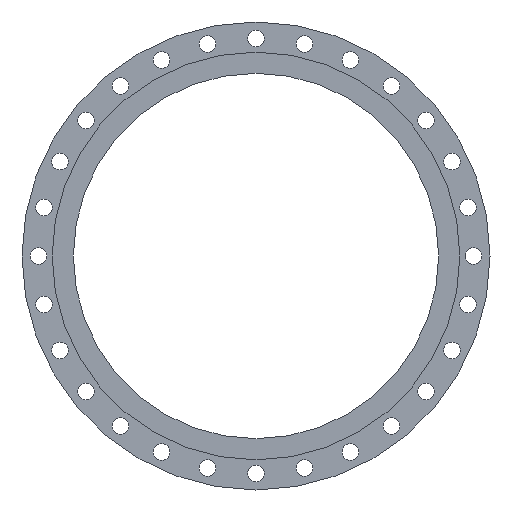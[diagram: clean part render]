
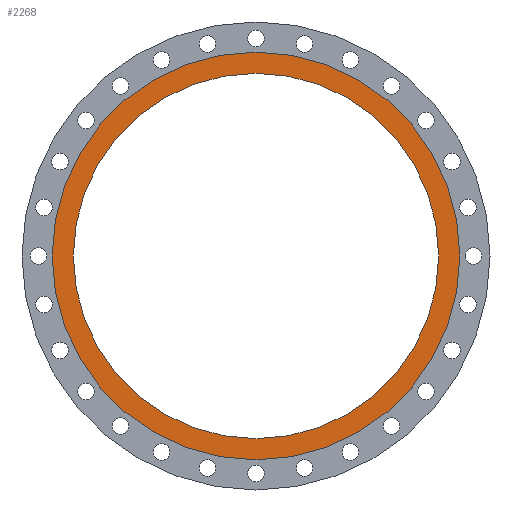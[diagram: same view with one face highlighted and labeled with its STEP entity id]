
A CAD part, left-side view. The second image highlights one B-rep face of the part: STEP entity #2268.
In plain terms, the highlighted planar face has unit normal (-1, 0, 0).
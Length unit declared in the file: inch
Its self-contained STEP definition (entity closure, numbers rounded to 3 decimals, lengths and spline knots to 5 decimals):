
#47 = DIRECTION ( 'NONE',  ( 0., 0., 1. ) ) ;
#189 = EDGE_CURVE ( 'NONE', #1844, #459, #1033, .T. ) ;
#223 = AXIS2_PLACEMENT_3D ( 'NONE', #1672, #1646, #684 ) ;
#234 = VERTEX_POINT ( 'NONE', #1310 ) ;
#266 = CARTESIAN_POINT ( 'NONE',  ( -0.14414, 0., 0. ) ) ;
#438 = AXIS2_PLACEMENT_3D ( 'NONE', #1480, #2244, #913 ) ;
#459 = VERTEX_POINT ( 'NONE', #753 ) ;
#464 = CIRCLE ( 'NONE', #2339, 15.125 ) ;
#541 = CIRCLE ( 'NONE', #1060, 16.875 ) ;
#606 = EDGE_LOOP ( 'NONE', ( #2326, #1815 ) ) ;
#624 = CARTESIAN_POINT ( 'NONE',  ( -0.14414, 0., 0. ) ) ;
#651 = CARTESIAN_POINT ( 'NONE',  ( -0.14414, 0., 16.875 ) ) ;
#654 = ORIENTED_EDGE ( 'NONE', *, *, #1670, .T. ) ;
#684 = DIRECTION ( 'NONE',  ( 0., 0., 1. ) ) ;
#753 = CARTESIAN_POINT ( 'NONE',  ( -0.14414, 0., 15.125 ) ) ;
#772 = VERTEX_POINT ( 'NONE', #651 ) ;
#777 = CARTESIAN_POINT ( 'NONE',  ( -0.14414, 0., 0. ) ) ;
#913 = DIRECTION ( 'NONE',  ( 0., 0., 1. ) ) ;
#965 = EDGE_CURVE ( 'NONE', #772, #234, #2224, .T. ) ;
#1033 = CIRCLE ( 'NONE', #223, 15.125 ) ;
#1060 = AXIS2_PLACEMENT_3D ( 'NONE', #624, #2352, #2532 ) ;
#1135 = DIRECTION ( 'NONE',  ( -1., 0., 0. ) ) ;
#1218 = EDGE_LOOP ( 'NONE', ( #1903, #654 ) ) ;
#1310 = CARTESIAN_POINT ( 'NONE',  ( -0.14414, 0., -16.875 ) ) ;
#1329 = PLANE ( 'NONE',  #2091 ) ;
#1480 = CARTESIAN_POINT ( 'NONE',  ( -0.14414, 0., 0. ) ) ;
#1554 = DIRECTION ( 'NONE',  ( 0., 0., 1. ) ) ;
#1646 = DIRECTION ( 'NONE',  ( -1., 0., 0. ) ) ;
#1670 = EDGE_CURVE ( 'NONE', #234, #772, #541, .T. ) ;
#1672 = CARTESIAN_POINT ( 'NONE',  ( -0.14414, 0., 0. ) ) ;
#1791 = DIRECTION ( 'NONE',  ( -1., 0., 0. ) ) ;
#1815 = ORIENTED_EDGE ( 'NONE', *, *, #189, .F. ) ;
#1844 = VERTEX_POINT ( 'NONE', #2418 ) ;
#1903 = ORIENTED_EDGE ( 'NONE', *, *, #965, .T. ) ;
#2091 = AXIS2_PLACEMENT_3D ( 'NONE', #777, #1135, #1554 ) ;
#2224 = CIRCLE ( 'NONE', #438, 16.875 ) ;
#2244 = DIRECTION ( 'NONE',  ( -1., 0., 0. ) ) ;
#2268 = ADVANCED_FACE ( 'NONE', ( #2299, #2531 ), #1329, .T. ) ;
#2288 = EDGE_CURVE ( 'NONE', #459, #1844, #464, .T. ) ;
#2299 = FACE_OUTER_BOUND ( 'NONE', #1218, .T. ) ;
#2326 = ORIENTED_EDGE ( 'NONE', *, *, #2288, .F. ) ;
#2339 = AXIS2_PLACEMENT_3D ( 'NONE', #266, #1791, #47 ) ;
#2352 = DIRECTION ( 'NONE',  ( -1., 0., 0. ) ) ;
#2418 = CARTESIAN_POINT ( 'NONE',  ( -0.14414, 0., -15.125 ) ) ;
#2531 = FACE_BOUND ( 'NONE', #606, .T. ) ;
#2532 = DIRECTION ( 'NONE',  ( 0., 0., 1. ) ) ;
